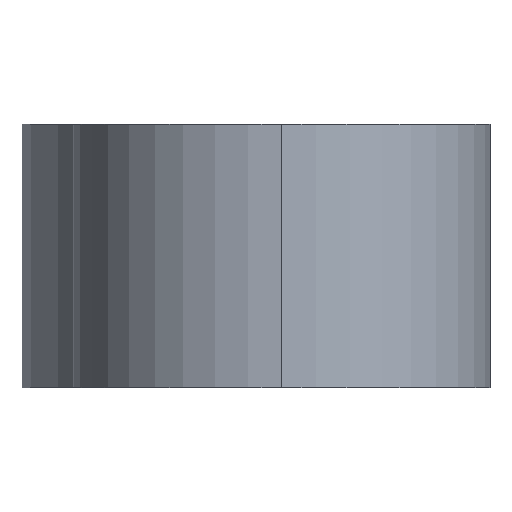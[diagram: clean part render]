
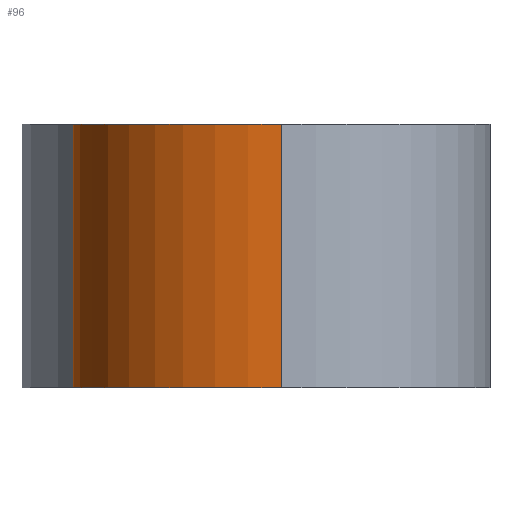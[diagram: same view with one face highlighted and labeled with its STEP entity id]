
A CAD part, left-side view. The second image highlights one B-rep face of the part: STEP entity #96.
In plain terms, the highlighted cylindrical face has radius 4.6 mm (diameter 9.2 mm), a partial arc.
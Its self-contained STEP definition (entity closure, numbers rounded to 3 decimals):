
#55=CARTESIAN_POINT('',(83.,20.785,305.8));
#56=DIRECTION('',(0.,0.,-1.));
#57=DIRECTION('',(-1.,0.,0.));
#58=AXIS2_PLACEMENT_3D('',#55,#56,#57);
#59=CYLINDRICAL_SURFACE('',#58,4.6);
#60=CARTESIAN_POINT('',(78.4,20.785,300.));
#61=VERTEX_POINT('',#60);
#62=CARTESIAN_POINT('',(78.4,20.785,305.8));
#63=VERTEX_POINT('',#62);
#64=CARTESIAN_POINT('',(78.4,20.785,300.));
#65=DIRECTION('',(-0.,-0.,1.));
#66=VECTOR('',#65,5.8);
#67=LINE('',#64,#66);
#68=EDGE_CURVE('',#61,#63,#67,.T.);
#69=ORIENTED_EDGE('',*,*,#68,.T.);
#70=CARTESIAN_POINT('',(85.409,24.703,305.8));
#71=VERTEX_POINT('',#70);
#72=CARTESIAN_POINT('',(83.,20.785,305.8));
#73=DIRECTION('',(0.,0.,1.));
#74=DIRECTION('',(1.,0.,-0.));
#75=AXIS2_PLACEMENT_3D('',#72,#73,#74);
#76=CIRCLE('',#75,4.6);
#77=EDGE_CURVE('',#71,#63,#76,.T.);
#78=ORIENTED_EDGE('',*,*,#77,.F.);
#79=CARTESIAN_POINT('',(85.409,24.703,300.));
#80=VERTEX_POINT('',#79);
#81=CARTESIAN_POINT('',(85.409,24.703,305.8));
#82=DIRECTION('',(0.,0.,-1.));
#83=VECTOR('',#82,5.8);
#84=LINE('',#81,#83);
#85=EDGE_CURVE('',#71,#80,#84,.T.);
#86=ORIENTED_EDGE('',*,*,#85,.T.);
#87=CARTESIAN_POINT('',(83.,20.785,300.));
#88=DIRECTION('',(0.,0.,1.));
#89=DIRECTION('',(1.,0.,-0.));
#90=AXIS2_PLACEMENT_3D('',#87,#88,#89);
#91=CIRCLE('',#90,4.6);
#92=EDGE_CURVE('',#80,#61,#91,.T.);
#93=ORIENTED_EDGE('',*,*,#92,.T.);
#94=EDGE_LOOP('',(#69,#78,#86,#93));
#95=FACE_BOUND('',#94,.T.);
#96=ADVANCED_FACE('',(#95),#59,.T.);
